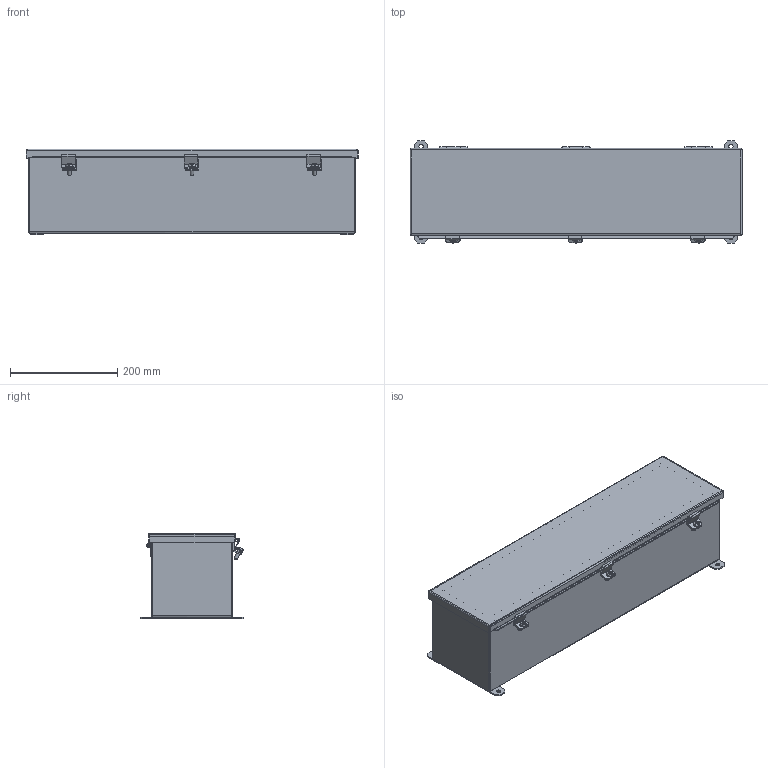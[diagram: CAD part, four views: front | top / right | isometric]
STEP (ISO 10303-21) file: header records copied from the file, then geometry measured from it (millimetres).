
FILE_DESCRIPTION (( 'STEP AP203' ), '1' );
FILE_NAME ('1486D24.step', '2020-11-19T15:49:28', ( 'ADC123' ), ( 'Microsoft' ), 'SwSTEP 2.0', 'SolidWorks 2019', '' );
FILE_SCHEMA (( 'CONFIG_CONTROL_DESIGN' ));
Length unit declared in the file: inch
Products named in the file (1): 1486D24
Bounding box: 619.12 x 190.66 x 159.18 mm (x, y, z)
Volume: 1013199.8 mm3; surface area: 1039587.3 mm2
Topology: 26 solids, 26 shells, 536 faces, 1317 edges, 836 vertices
Faces by surface type: plane 355, cylinder 124, bspline 42, cone 15
Full cylindrical faces by diameter (mm): 3.175 x3, 5.41 x3, 6.248 x3, 7.938 x4, 12.192 x3
Entity records: 18844 total; most frequent: CARTESIAN_POINT 6577, ORIENTED_EDGE 2548, DIRECTION 2360, EDGE_CURVE 1274, VECTOR 912, LINE 912, VERTEX_POINT 830, AXIS2_PLACEMENT_3D 724
